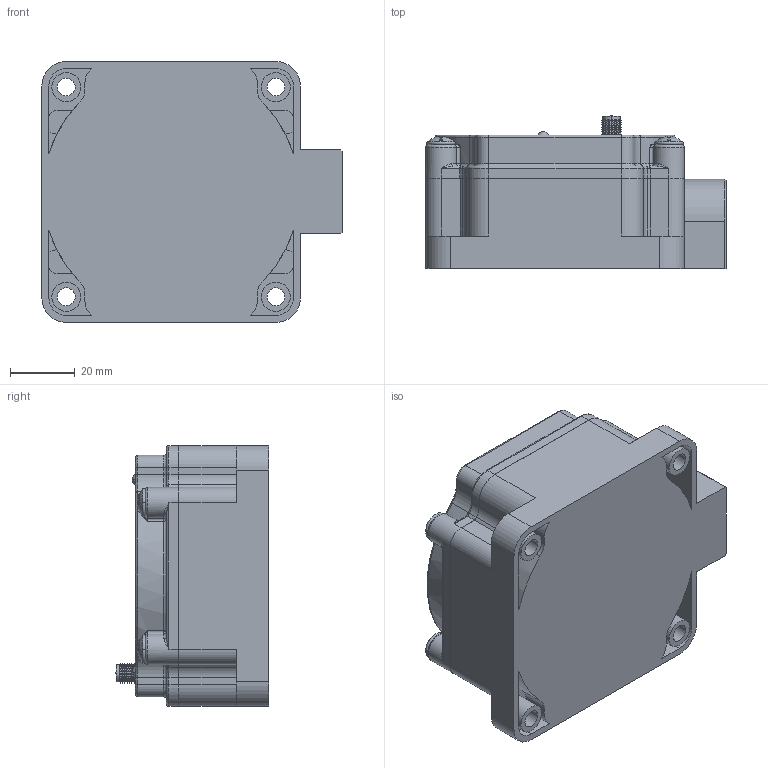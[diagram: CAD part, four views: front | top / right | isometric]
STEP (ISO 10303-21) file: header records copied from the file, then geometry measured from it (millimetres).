
FILE_DESCRIPTION((''),'2;1');
FILE_NAME('188761_ASM','2016-01-28T',('pdmadmin'),(''),'PRO/ENGINEER BY PARAMETRIC TECHNOLOGY CORPORATION, 2013230','PRO/ENGINEER BY PARAMETRIC TECHNOLOGY CORPORATION, 2013230','');
FILE_SCHEMA(('CONFIG_CONTROL_DESIGN'));
Products named in the file (8): 130167_AF0; 134672; 121056; 134672_ASM; 58889; 131071; SMACON_1; 188761_ASM
Assembly tree (11 placements, depth 3):
  188761_ASM
    130167_AF0
    134672_ASM
      134672
      121056  x2
    58889
    131071  x4
    SMACON_1
Bounding box: 93.15 x 47.56 x 80.88 mm (x, y, z)
Volume: 67908.6 mm3; surface area: 67035.8 mm2
Topology: 10 solids, 15 shells, 900 faces, 2138 edges, 1295 vertices
Faces by surface type: cylinder 320, plane 239, torus 158, cone 89, bspline 64, sphere 30
Entity records: 29953 total; most frequent: CARTESIAN_POINT 10429, DIRECTION 4344, ORIENTED_EDGE 3908, EDGE_CURVE 1964, AXIS2_PLACEMENT_3D 1793, VERTEX_POINT 1190, CIRCLE 1001, EDGE_LOOP 900
